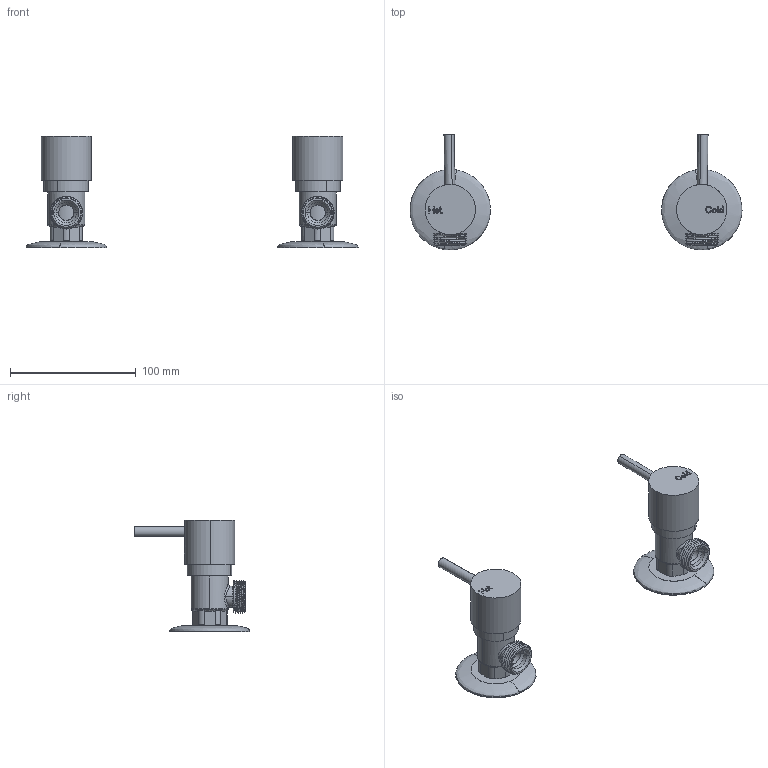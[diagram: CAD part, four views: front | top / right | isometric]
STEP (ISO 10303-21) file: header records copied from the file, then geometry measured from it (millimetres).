
FILE_DESCRIPTION (( 'STEP AP214' ), '1' );
FILE_NAME ('SUSSEX_SCALA_SWM_washing_machine_stops_shell.STEP', '2021-05-13T01:40:19', ( '' ), ( '' ), 'SwSTEP 2.0', 'SolidWorks 2020', '' );
FILE_SCHEMA (( 'AUTOMOTIVE_DESIGN' ));
Length unit declared in the file: millimetre
Products named in the file (1): SUSSEX_SCALA_SWM_washing_machine_stops_shell
Bounding box: 263.99 x 92.05 x 88.69 mm (x, y, z)
Volume: 153916.5 mm3; surface area: 60342.4 mm2
Topology: 14 solids, 14 shells, 370 faces, 882 edges, 560 vertices
Faces by surface type: plane 121, bspline 99, cylinder 95, cone 41, torus 14
Entity records: 20768 total; most frequent: CARTESIAN_POINT 8987, ORIENTED_EDGE 1760, DIRECTION 1266, EDGE_CURVE 880, VERTEX_POINT 560, AXIS2_PLACEMENT_3D 458, EDGE_LOOP 396, UNCERTAINTY_MEASURE_WITH_UNIT 380
